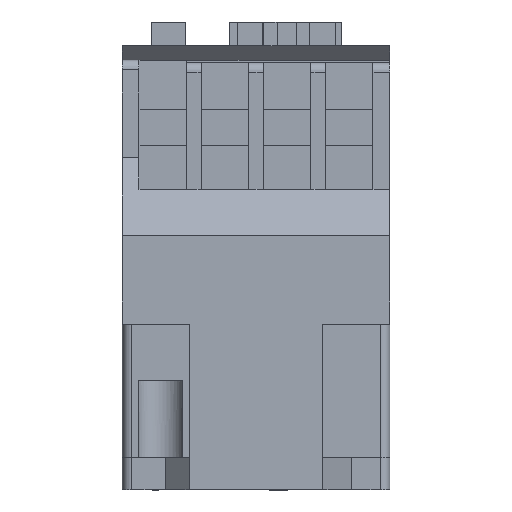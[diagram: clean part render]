
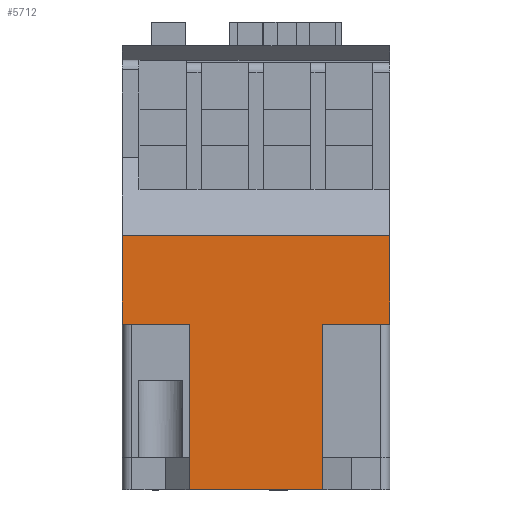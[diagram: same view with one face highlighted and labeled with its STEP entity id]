
A CAD part, left-side view. The second image highlights one B-rep face of the part: STEP entity #5712.
In plain terms, the highlighted planar face has unit normal (-1, 0, 0).
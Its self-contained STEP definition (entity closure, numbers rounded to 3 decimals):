
#135 = LINE ( 'NONE', #3242, #4466 ) ;
#166 = DIRECTION ( 'NONE',  ( 0., 0., -1. ) ) ;
#733 = ORIENTED_EDGE ( 'NONE', *, *, #4576, .F. ) ;
#1058 = CARTESIAN_POINT ( 'NONE',  ( -42., -14., 34.712 ) ) ;
#1062 = EDGE_CURVE ( 'NONE', #5725, #9682, #9451, .T. ) ;
#1412 = DIRECTION ( 'NONE',  ( 0., 1., 0. ) ) ;
#1453 = VECTOR ( 'NONE', #166, 1000. ) ;
#1629 = EDGE_CURVE ( 'NONE', #8712, #7721, #10621, .T. ) ;
#1645 = VERTEX_POINT ( 'NONE', #6384 ) ;
#1693 = EDGE_CURVE ( 'NONE', #2904, #9608, #1930, .T. ) ;
#1695 = CARTESIAN_POINT ( 'NONE',  ( -42., 28., 98. ) ) ;
#1930 = LINE ( 'NONE', #5645, #3117 ) ;
#1948 = ORIENTED_EDGE ( 'NONE', *, *, #5092, .F. ) ;
#2132 = VECTOR ( 'NONE', #3936, 1000. ) ;
#2309 = DIRECTION ( 'NONE',  ( 0., 1., 0. ) ) ;
#2664 = AXIS2_PLACEMENT_3D ( 'NONE', #8349, #6783, #9243 ) ;
#2685 = CARTESIAN_POINT ( 'NONE',  ( -42., 14., 22.5 ) ) ;
#2772 = ORIENTED_EDGE ( 'NONE', *, *, #9994, .T. ) ;
#2781 = DIRECTION ( 'NONE',  ( 0., 0., -1. ) ) ;
#2904 = VERTEX_POINT ( 'NONE', #6719 ) ;
#3024 = CARTESIAN_POINT ( 'NONE',  ( -42., -28., 34.712 ) ) ;
#3117 = VECTOR ( 'NONE', #1412, 1000. ) ;
#3165 = FACE_OUTER_BOUND ( 'NONE', #4047, .T. ) ;
#3205 = CARTESIAN_POINT ( 'NONE',  ( -42., 14., 34.712 ) ) ;
#3242 = CARTESIAN_POINT ( 'NONE',  ( -42., -28., 0. ) ) ;
#3744 = VECTOR ( 'NONE', #2309, 1000. ) ;
#3764 = CARTESIAN_POINT ( 'NONE',  ( -42., -14., 0. ) ) ;
#3936 = DIRECTION ( 'NONE',  ( 0., 0., 1. ) ) ;
#4047 = EDGE_LOOP ( 'NONE', ( #733, #7135, #2772, #7384, #1948, #9233, #6776, #9856, #6903, #7208 ) ) ;
#4300 = CARTESIAN_POINT ( 'NONE',  ( -42., -28., 98. ) ) ;
#4466 = VECTOR ( 'NONE', #4879, 1000. ) ;
#4532 = LINE ( 'NONE', #9877, #3744 ) ;
#4576 = EDGE_CURVE ( 'NONE', #2904, #1645, #8478, .T. ) ;
#4723 = CARTESIAN_POINT ( 'NONE',  ( -42., 14., 0. ) ) ;
#4879 = DIRECTION ( 'NONE',  ( 0., -1., 0. ) ) ;
#4964 = VECTOR ( 'NONE', #8531, 1000. ) ;
#4968 = VERTEX_POINT ( 'NONE', #10838 ) ;
#5092 = EDGE_CURVE ( 'NONE', #5725, #8700, #5811, .T. ) ;
#5645 = CARTESIAN_POINT ( 'NONE',  ( -42., -28., 53.329 ) ) ;
#5712 = ADVANCED_FACE ( 'NONE', ( #3165 ), #10888, .F. ) ;
#5725 = VERTEX_POINT ( 'NONE', #8382 ) ;
#5811 = LINE ( 'NONE', #3205, #2132 ) ;
#5874 = VECTOR ( 'NONE', #7280, 1000. ) ;
#6130 = DIRECTION ( 'NONE',  ( 0., 0., -1. ) ) ;
#6145 = EDGE_CURVE ( 'NONE', #9682, #10688, #135, .T. ) ;
#6197 = LINE ( 'NONE', #1695, #1453 ) ;
#6348 = VECTOR ( 'NONE', #2781, 1000. ) ;
#6384 = CARTESIAN_POINT ( 'NONE',  ( -42., -28., 34.712 ) ) ;
#6719 = CARTESIAN_POINT ( 'NONE',  ( -42., -28., 53.329 ) ) ;
#6776 = ORIENTED_EDGE ( 'NONE', *, *, #6145, .T. ) ;
#6783 = DIRECTION ( 'NONE',  ( 1., 0., 0. ) ) ;
#6903 = ORIENTED_EDGE ( 'NONE', *, *, #1629, .F. ) ;
#7132 = EDGE_CURVE ( 'NONE', #7721, #10688, #10239, .T. ) ;
#7135 = ORIENTED_EDGE ( 'NONE', *, *, #1693, .T. ) ;
#7208 = ORIENTED_EDGE ( 'NONE', *, *, #10166, .F. ) ;
#7280 = DIRECTION ( 'NONE',  ( 0., 0., -1. ) ) ;
#7384 = ORIENTED_EDGE ( 'NONE', *, *, #8522, .F. ) ;
#7481 = VECTOR ( 'NONE', #6130, 1000. ) ;
#7721 = VERTEX_POINT ( 'NONE', #8081 ) ;
#7866 = CARTESIAN_POINT ( 'NONE',  ( -42., -14., 22.5 ) ) ;
#8073 = VECTOR ( 'NONE', #10536, 1000. ) ;
#8081 = CARTESIAN_POINT ( 'NONE',  ( -42., -14., 6.712 ) ) ;
#8349 = CARTESIAN_POINT ( 'NONE',  ( -42., -28., 98. ) ) ;
#8382 = CARTESIAN_POINT ( 'NONE',  ( -42., 14., 6.712 ) ) ;
#8478 = LINE ( 'NONE', #4300, #6348 ) ;
#8522 = EDGE_CURVE ( 'NONE', #8700, #4968, #4532, .T. ) ;
#8531 = DIRECTION ( 'NONE',  ( 0., 0., -1. ) ) ;
#8609 = CARTESIAN_POINT ( 'NONE',  ( -42., -14., 34.712 ) ) ;
#8700 = VERTEX_POINT ( 'NONE', #10284 ) ;
#8712 = VERTEX_POINT ( 'NONE', #8609 ) ;
#9233 = ORIENTED_EDGE ( 'NONE', *, *, #1062, .T. ) ;
#9243 = DIRECTION ( 'NONE',  ( 0., 0., -1. ) ) ;
#9451 = LINE ( 'NONE', #2685, #4964 ) ;
#9608 = VERTEX_POINT ( 'NONE', #10619 ) ;
#9682 = VERTEX_POINT ( 'NONE', #4723 ) ;
#9856 = ORIENTED_EDGE ( 'NONE', *, *, #7132, .F. ) ;
#9877 = CARTESIAN_POINT ( 'NONE',  ( -42., 28., 34.712 ) ) ;
#9994 = EDGE_CURVE ( 'NONE', #9608, #4968, #6197, .T. ) ;
#10166 = EDGE_CURVE ( 'NONE', #1645, #8712, #10428, .T. ) ;
#10239 = LINE ( 'NONE', #7866, #7481 ) ;
#10284 = CARTESIAN_POINT ( 'NONE',  ( -42., 14., 34.712 ) ) ;
#10428 = LINE ( 'NONE', #3024, #8073 ) ;
#10536 = DIRECTION ( 'NONE',  ( 0., 1., 0. ) ) ;
#10619 = CARTESIAN_POINT ( 'NONE',  ( -42., 28., 53.329 ) ) ;
#10621 = LINE ( 'NONE', #1058, #5874 ) ;
#10688 = VERTEX_POINT ( 'NONE', #3764 ) ;
#10838 = CARTESIAN_POINT ( 'NONE',  ( -42., 28., 34.712 ) ) ;
#10888 = PLANE ( 'NONE',  #2664 ) ;
